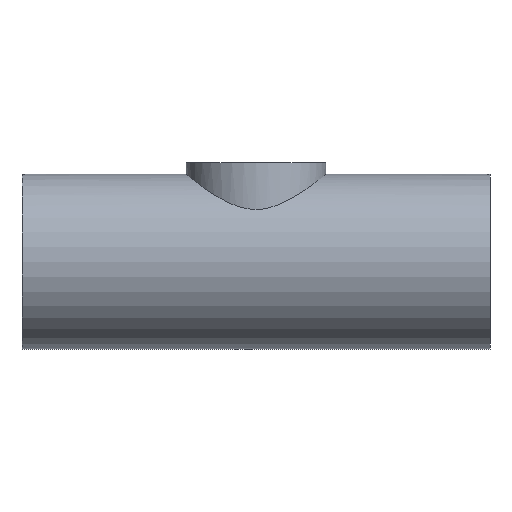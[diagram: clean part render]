
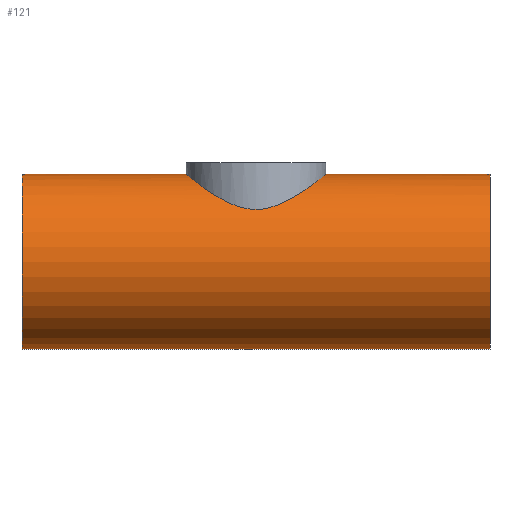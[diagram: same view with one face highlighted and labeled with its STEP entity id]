
A CAD part, front view. The second image highlights one B-rep face of the part: STEP entity #121.
In plain terms, the highlighted cylindrical face has radius 31.75 mm (diameter 63.5 mm), a full revolution.
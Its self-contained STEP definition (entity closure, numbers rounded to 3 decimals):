
#21=FACE_BOUND('',#39,.T.);
#28=FACE_OUTER_BOUND('',#38,.T.);
#38=EDGE_LOOP('',(#104,#105,#106,#107));
#39=EDGE_LOOP('',(#108,#109));
#46=CIRCLE('',#152,31.75);
#47=CIRCLE('',#154,31.75);
#51=LINE('',#350,#55);
#55=VECTOR('',#185,31.75);
#58=B_SPLINE_CURVE_WITH_KNOTS('',3,(#275,#276,#277,#278,#279,#280,#281,
#282,#283,#284,#285,#286,#287,#288,#289,#290,#291,#292),.UNSPECIFIED.,.F.,
 .F.,(4,2,2,2,2,2,2,2,4),(0.,0.521,1.042,1.563,
2.084,2.588,3.093,3.598,4.102),
 .UNSPECIFIED.);
#59=B_SPLINE_CURVE_WITH_KNOTS('',3,(#293,#294,#295,#296,#297,#298,#299,
#300,#301,#302,#303,#304,#305,#306,#307,#308,#309,#310,#311,#312,#313,#314,
#315,#316,#317,#318,#319,#320,#321,#322,#323,#324,#325,#326,#327,#328,#329,
#330,#331,#332,#333,#334,#335,#336,#337,#338,#339,#340,#341,#342),
 .UNSPECIFIED.,.F.,.F.,(4,2,2,2,2,2,2,2,2,2,2,2,2,2,2,2,2,2,2,2,2,2,2,2,
4),(4.102,4.607,5.112,5.616,
6.121,6.642,7.163,7.684,8.205,
8.725,9.246,9.767,10.288,10.793,
11.297,11.802,12.307,12.812,13.316,
13.821,14.326,14.846,15.367,15.888,
16.409),.UNSPECIFIED.);
#66=VERTEX_POINT('',#272);
#67=VERTEX_POINT('',#274);
#68=VERTEX_POINT('',#345);
#69=VERTEX_POINT('',#348);
#79=EDGE_CURVE('',#67,#66,#58,.T.);
#80=EDGE_CURVE('',#66,#67,#59,.T.);
#81=EDGE_CURVE('',#68,#68,#46,.T.);
#82=EDGE_CURVE('',#69,#69,#47,.T.);
#83=EDGE_CURVE('',#69,#68,#51,.T.);
#104=ORIENTED_EDGE('',*,*,#82,.F.);
#105=ORIENTED_EDGE('',*,*,#83,.T.);
#106=ORIENTED_EDGE('',*,*,#81,.F.);
#107=ORIENTED_EDGE('',*,*,#83,.F.);
#108=ORIENTED_EDGE('',*,*,#79,.T.);
#109=ORIENTED_EDGE('',*,*,#80,.T.);
#115=CYLINDRICAL_SURFACE('',#153,31.75);
#121=ADVANCED_FACE('',(#28,#21),#115,.T.);
#152=AXIS2_PLACEMENT_3D('',#346,#179,#180);
#153=AXIS2_PLACEMENT_3D('',#347,#181,#182);
#154=AXIS2_PLACEMENT_3D('',#349,#183,#184);
#179=DIRECTION('center_axis',(-1.,0.,0.));
#180=DIRECTION('ref_axis',(0.,1.,0.));
#181=DIRECTION('center_axis',(1.,0.,0.));
#182=DIRECTION('ref_axis',(0.,1.,0.));
#183=DIRECTION('center_axis',(1.,0.,0.));
#184=DIRECTION('ref_axis',(0.,1.,0.));
#185=DIRECTION('',(-1.,0.,0.));
#272=CARTESIAN_POINT('',(-25.4,0.,31.75));
#274=CARTESIAN_POINT('',(0.,-25.4,19.05));
#275=CARTESIAN_POINT('Ctrl Pts',(0.,-25.4,19.05));
#276=CARTESIAN_POINT('Ctrl Pts',(-1.736,-25.4,19.05));
#277=CARTESIAN_POINT('Ctrl Pts',(-3.458,-25.221,19.294));
#278=CARTESIAN_POINT('Ctrl Pts',(-6.793,-24.534,20.161));
#279=CARTESIAN_POINT('Ctrl Pts',(-8.407,-24.026,20.778));
#280=CARTESIAN_POINT('Ctrl Pts',(-11.472,-22.723,22.196));
#281=CARTESIAN_POINT('Ctrl Pts',(-12.925,-21.926,22.996));
#282=CARTESIAN_POINT('Ctrl Pts',(-15.617,-20.098,24.61));
#283=CARTESIAN_POINT('Ctrl Pts',(-16.856,-19.065,25.424));
#284=CARTESIAN_POINT('Ctrl Pts',(-19.031,-16.89,26.916));
#285=CARTESIAN_POINT('Ctrl Pts',(-20.055,-15.672,27.653));
#286=CARTESIAN_POINT('Ctrl Pts',(-21.891,-12.985,29.013));
#287=CARTESIAN_POINT('Ctrl Pts',(-22.703,-11.515,29.634));
#288=CARTESIAN_POINT('Ctrl Pts',(-24.029,-8.403,30.662));
#289=CARTESIAN_POINT('Ctrl Pts',(-24.545,-6.757,31.069));
#290=CARTESIAN_POINT('Ctrl Pts',(-25.23,-3.397,31.614));
#291=CARTESIAN_POINT('Ctrl Pts',(-25.4,-1.682,31.75));
#292=CARTESIAN_POINT('Ctrl Pts',(-25.4,0.,31.75));
#293=CARTESIAN_POINT('Ctrl Pts',(-25.4,0.,31.75));
#294=CARTESIAN_POINT('Ctrl Pts',(-25.4,1.682,31.75));
#295=CARTESIAN_POINT('Ctrl Pts',(-25.23,3.397,31.614));
#296=CARTESIAN_POINT('Ctrl Pts',(-24.545,6.757,31.069));
#297=CARTESIAN_POINT('Ctrl Pts',(-24.029,8.403,30.662));
#298=CARTESIAN_POINT('Ctrl Pts',(-22.703,11.515,29.634));
#299=CARTESIAN_POINT('Ctrl Pts',(-21.891,12.985,29.013));
#300=CARTESIAN_POINT('Ctrl Pts',(-20.055,15.672,27.653));
#301=CARTESIAN_POINT('Ctrl Pts',(-19.031,16.89,26.916));
#302=CARTESIAN_POINT('Ctrl Pts',(-16.856,19.065,25.424));
#303=CARTESIAN_POINT('Ctrl Pts',(-15.617,20.098,24.61));
#304=CARTESIAN_POINT('Ctrl Pts',(-12.925,21.926,22.996));
#305=CARTESIAN_POINT('Ctrl Pts',(-11.472,22.723,22.196));
#306=CARTESIAN_POINT('Ctrl Pts',(-8.407,24.026,20.778));
#307=CARTESIAN_POINT('Ctrl Pts',(-6.793,24.534,20.161));
#308=CARTESIAN_POINT('Ctrl Pts',(-3.458,25.221,19.294));
#309=CARTESIAN_POINT('Ctrl Pts',(-1.736,25.4,19.05));
#310=CARTESIAN_POINT('Ctrl Pts',(1.736,25.4,19.05));
#311=CARTESIAN_POINT('Ctrl Pts',(3.458,25.221,19.294));
#312=CARTESIAN_POINT('Ctrl Pts',(6.793,24.534,20.161));
#313=CARTESIAN_POINT('Ctrl Pts',(8.407,24.026,20.778));
#314=CARTESIAN_POINT('Ctrl Pts',(11.472,22.723,22.196));
#315=CARTESIAN_POINT('Ctrl Pts',(12.925,21.926,22.996));
#316=CARTESIAN_POINT('Ctrl Pts',(15.617,20.098,24.61));
#317=CARTESIAN_POINT('Ctrl Pts',(16.856,19.065,25.424));
#318=CARTESIAN_POINT('Ctrl Pts',(19.031,16.89,26.916));
#319=CARTESIAN_POINT('Ctrl Pts',(20.055,15.672,27.653));
#320=CARTESIAN_POINT('Ctrl Pts',(21.891,12.985,29.013));
#321=CARTESIAN_POINT('Ctrl Pts',(22.703,11.515,29.634));
#322=CARTESIAN_POINT('Ctrl Pts',(24.029,8.403,30.662));
#323=CARTESIAN_POINT('Ctrl Pts',(24.545,6.757,31.069));
#324=CARTESIAN_POINT('Ctrl Pts',(25.23,3.397,31.614));
#325=CARTESIAN_POINT('Ctrl Pts',(25.4,1.682,31.75));
#326=CARTESIAN_POINT('Ctrl Pts',(25.4,-1.682,31.75));
#327=CARTESIAN_POINT('Ctrl Pts',(25.23,-3.397,31.614));
#328=CARTESIAN_POINT('Ctrl Pts',(24.545,-6.757,31.069));
#329=CARTESIAN_POINT('Ctrl Pts',(24.029,-8.403,30.662));
#330=CARTESIAN_POINT('Ctrl Pts',(22.703,-11.515,29.634));
#331=CARTESIAN_POINT('Ctrl Pts',(21.891,-12.985,29.013));
#332=CARTESIAN_POINT('Ctrl Pts',(20.055,-15.672,27.653));
#333=CARTESIAN_POINT('Ctrl Pts',(19.031,-16.89,26.916));
#334=CARTESIAN_POINT('Ctrl Pts',(16.856,-19.065,25.424));
#335=CARTESIAN_POINT('Ctrl Pts',(15.617,-20.098,24.61));
#336=CARTESIAN_POINT('Ctrl Pts',(12.925,-21.926,22.996));
#337=CARTESIAN_POINT('Ctrl Pts',(11.472,-22.723,22.196));
#338=CARTESIAN_POINT('Ctrl Pts',(8.407,-24.026,20.778));
#339=CARTESIAN_POINT('Ctrl Pts',(6.793,-24.534,20.161));
#340=CARTESIAN_POINT('Ctrl Pts',(3.458,-25.221,19.294));
#341=CARTESIAN_POINT('Ctrl Pts',(1.736,-25.4,19.05));
#342=CARTESIAN_POINT('Ctrl Pts',(0.,-25.4,19.05));
#345=CARTESIAN_POINT('',(-85.,-31.75,0.));
#346=CARTESIAN_POINT('Origin',(-85.,0.,0.));
#347=CARTESIAN_POINT('Origin',(0.,0.,0.));
#348=CARTESIAN_POINT('',(85.,-31.75,0.));
#349=CARTESIAN_POINT('Origin',(85.,0.,0.));
#350=CARTESIAN_POINT('',(0.,-31.75,0.));
